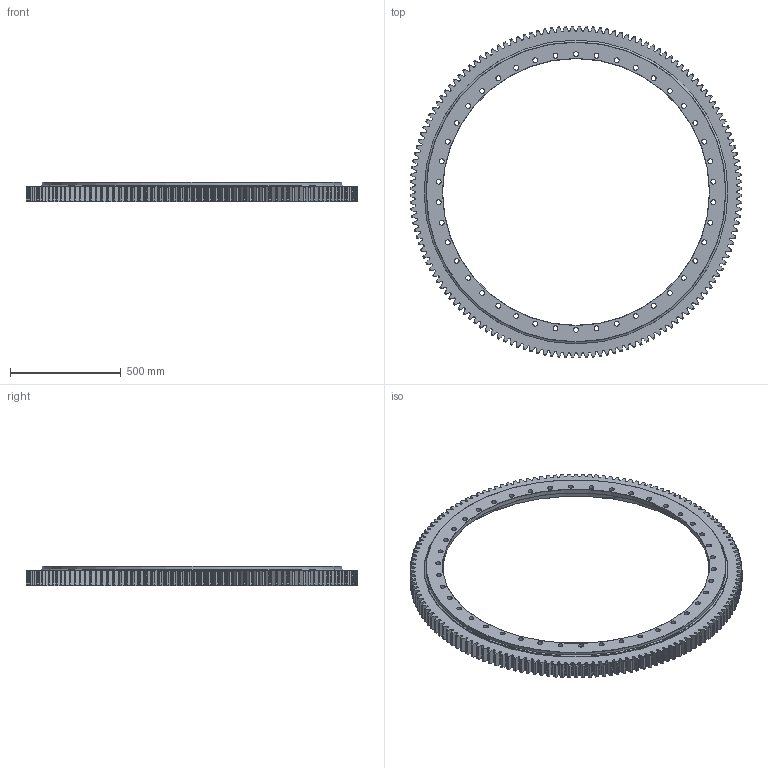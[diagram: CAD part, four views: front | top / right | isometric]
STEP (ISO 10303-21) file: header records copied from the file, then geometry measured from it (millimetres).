
FILE_DESCRIPTION (( 'STEP AP214' ), '1' );
FILE_NAME ('E.1500.32.00.C.STEP', '2020-04-15T08:34:42', ( '' ), ( '' ), 'SwSTEP 2.0', 'SolidWorks 2016', '' );
FILE_SCHEMA (( 'AUTOMOTIVE_DESIGN' ));
Length unit declared in the file: millimetre
Products named in the file (1): E.1500.32.00.C
Bounding box: 1499.82 x 1499.82 x 90 mm (x, y, z)
Surface area: 2447547.1 mm2 (no closed solid volume)
Topology: 0 solids, 20 shells, 1433 faces, 4436 edges, 2984 vertices
Faces by surface type: bspline 708, cone 305, cylinder 236, plane 169, torus 15
Full cylindrical faces by diameter (mm): 17.5 x42, 22 x42, 1205 x1, 1293 x1, 1355 x2
Entity records: 70187 total; most frequent: CARTESIAN_POINT 21024, ORIENTED_EDGE 8272, DIRECTION 4436, EDGE_CURVE 4280, VERTEX_POINT 2940, B_SPLINE_CURVE_WITH_KNOTS 2110, EDGE_LOOP 1692, AXIS2_PLACEMENT_3D 1540
